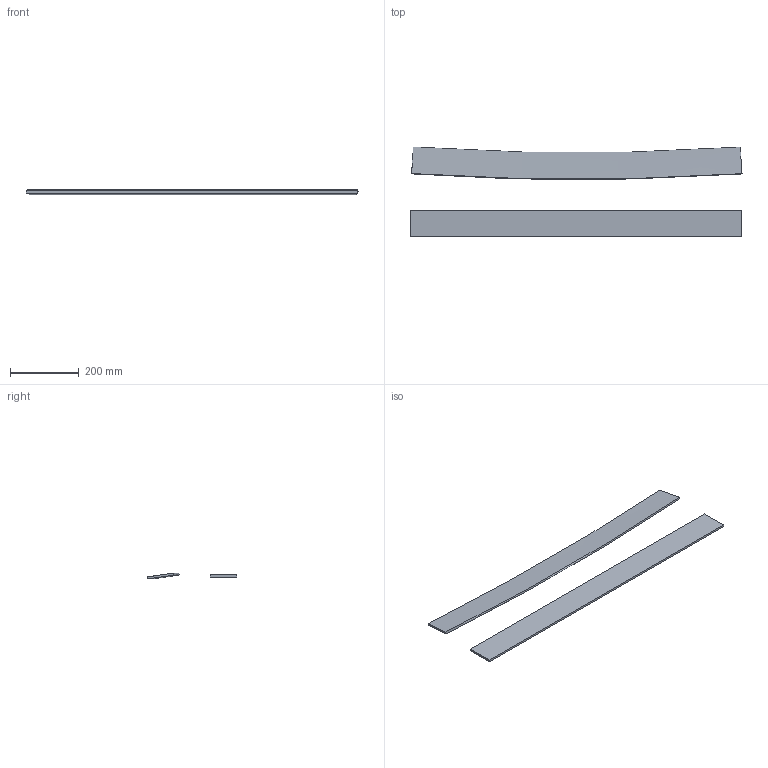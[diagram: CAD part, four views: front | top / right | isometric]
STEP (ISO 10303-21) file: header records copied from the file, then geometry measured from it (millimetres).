
FILE_DESCRIPTION(('STEP AP214'),'1');
FILE_NAME('tmp0.stp','2023-02-16T16:37:45',(' '),(' '),'Spatial InterOp 3D',' ',' ');
FILE_SCHEMA(('automotive_design'));
Length unit declared in the file: millimetre
Products named in the file (2): 1; 2
Bounding box: 962.67 x 260.94 x 17.15 mm (x, y, z)
Volume: 895582.1 mm3; surface area: 323348.2 mm2
Topology: 2 solids, 2 shells, 12 faces, 24 edges, 16 vertices
Faces by surface type: plane 6, bspline 6
Entity records: 719 total; most frequent: CARTESIAN_POINT 355, ORIENTED_EDGE 48, DIRECTION 32, EDGE_CURVE 24, VERTEX_POINT 16, LINE 16, VECTOR 16, STYLED_ITEM 14
